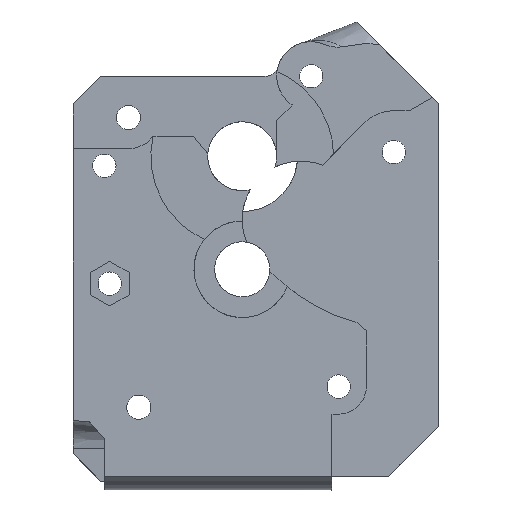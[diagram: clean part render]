
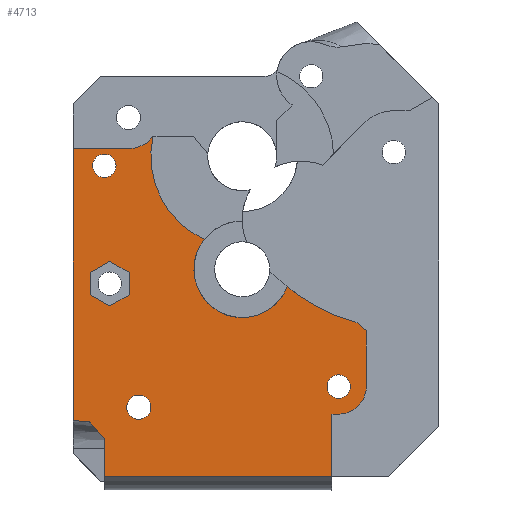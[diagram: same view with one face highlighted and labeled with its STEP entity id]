
A CAD part, front view. The second image highlights one B-rep face of the part: STEP entity #4713.
In plain terms, the highlighted planar face has unit normal (0, -1, 0).
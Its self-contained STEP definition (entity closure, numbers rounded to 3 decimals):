
#76=FACE_BOUND('',#723,.T.);
#77=FACE_BOUND('',#724,.T.);
#78=FACE_BOUND('',#725,.T.);
#79=FACE_BOUND('',#726,.T.);
#132=PLANE('',#5016);
#294=CIRCLE('',#5017,4.);
#295=CIRCLE('',#5018,25.5);
#296=CIRCLE('',#5019,40.);
#297=CIRCLE('',#5020,7.);
#298=CIRCLE('',#5021,13.25);
#299=CIRCLE('',#5022,4.5);
#300=CIRCLE('',#5023,1.75);
#301=CIRCLE('',#5024,1.75);
#302=CIRCLE('',#5025,1.7);
#303=CIRCLE('',#5026,1.7);
#304=CIRCLE('',#5027,1.7);
#305=CIRCLE('',#5028,1.7);
#459=FACE_OUTER_BOUND('',#722,.T.);
#722=EDGE_LOOP('',(#3310,#3311,#3312,#3313,#3314,#3315,#3316,#3317,#3318,
#3319,#3320,#3321,#3322,#3323,#3324,#3325));
#723=EDGE_LOOP('',(#3326,#3327,#3328,#3329,#3330,#3331));
#724=EDGE_LOOP('',(#3332,#3333));
#725=EDGE_LOOP('',(#3334,#3335));
#726=EDGE_LOOP('',(#3336,#3337));
#1023=LINE('',#6850,#1460);
#1029=LINE('',#6864,#1466);
#1036=LINE('',#6881,#1473);
#1039=LINE('',#6889,#1476);
#1041=LINE('',#6893,#1478);
#1042=LINE('',#6895,#1479);
#1043=LINE('',#6897,#1480);
#1044=LINE('',#6901,#1481);
#1045=LINE('',#6903,#1482);
#1046=LINE('',#6914,#1483);
#1047=LINE('',#6917,#1484);
#1048=LINE('',#6919,#1485);
#1049=LINE('',#6921,#1486);
#1050=LINE('',#6923,#1487);
#1051=LINE('',#6925,#1488);
#1052=LINE('',#6926,#1489);
#1460=VECTOR('',#5491,10.);
#1466=VECTOR('',#5503,10.);
#1473=VECTOR('',#5518,10.);
#1476=VECTOR('',#5525,10.);
#1478=VECTOR('',#5529,10.);
#1479=VECTOR('',#5530,10.);
#1480=VECTOR('',#5531,10.);
#1481=VECTOR('',#5534,10.);
#1482=VECTOR('',#5535,10.);
#1483=VECTOR('',#5546,10.);
#1484=VECTOR('',#5547,10.);
#1485=VECTOR('',#5548,10.);
#1486=VECTOR('',#5549,10.);
#1487=VECTOR('',#5550,10.);
#1488=VECTOR('',#5551,10.);
#1489=VECTOR('',#5552,10.);
#2019=VERTEX_POINT('',#6847);
#2020=VERTEX_POINT('',#6849);
#2024=VERTEX_POINT('',#6861);
#2025=VERTEX_POINT('',#6863);
#2034=VERTEX_POINT('',#6887);
#2035=VERTEX_POINT('',#6892);
#2036=VERTEX_POINT('',#6894);
#2037=VERTEX_POINT('',#6896);
#2038=VERTEX_POINT('',#6898);
#2039=VERTEX_POINT('',#6900);
#2040=VERTEX_POINT('',#6902);
#2041=VERTEX_POINT('',#6904);
#2042=VERTEX_POINT('',#6906);
#2043=VERTEX_POINT('',#6908);
#2044=VERTEX_POINT('',#6910);
#2045=VERTEX_POINT('',#6912);
#2046=VERTEX_POINT('',#6915);
#2047=VERTEX_POINT('',#6916);
#2048=VERTEX_POINT('',#6918);
#2049=VERTEX_POINT('',#6920);
#2050=VERTEX_POINT('',#6922);
#2051=VERTEX_POINT('',#6924);
#2052=VERTEX_POINT('',#6927);
#2053=VERTEX_POINT('',#6928);
#2054=VERTEX_POINT('',#6931);
#2055=VERTEX_POINT('',#6932);
#2056=VERTEX_POINT('',#6935);
#2057=VERTEX_POINT('',#6936);
#2511=EDGE_CURVE('',#2019,#2020,#1023,.T.);
#2518=EDGE_CURVE('',#2025,#2024,#1029,.T.);
#2528=EDGE_CURVE('',#2024,#2020,#1036,.T.);
#2532=EDGE_CURVE('',#2019,#2034,#1039,.T.);
#2534=EDGE_CURVE('',#2034,#2035,#1041,.T.);
#2535=EDGE_CURVE('',#2035,#2036,#1042,.T.);
#2536=EDGE_CURVE('',#2036,#2037,#1043,.T.);
#2537=EDGE_CURVE('',#2038,#2037,#294,.T.);
#2538=EDGE_CURVE('',#2038,#2039,#1044,.T.);
#2539=EDGE_CURVE('',#2039,#2040,#1045,.T.);
#2540=EDGE_CURVE('',#2040,#2041,#295,.T.);
#2541=EDGE_CURVE('',#2041,#2042,#296,.T.);
#2542=EDGE_CURVE('',#2042,#2043,#297,.T.);
#2543=EDGE_CURVE('',#2043,#2044,#298,.T.);
#2544=EDGE_CURVE('',#2044,#2045,#299,.T.);
#2545=EDGE_CURVE('',#2045,#2025,#1046,.T.);
#2546=EDGE_CURVE('',#2046,#2047,#1047,.T.);
#2547=EDGE_CURVE('',#2047,#2048,#1048,.T.);
#2548=EDGE_CURVE('',#2048,#2049,#1049,.T.);
#2549=EDGE_CURVE('',#2049,#2050,#1050,.T.);
#2550=EDGE_CURVE('',#2050,#2051,#1051,.T.);
#2551=EDGE_CURVE('',#2051,#2046,#1052,.T.);
#2552=EDGE_CURVE('',#2052,#2053,#300,.T.);
#2553=EDGE_CURVE('',#2053,#2052,#301,.T.);
#2554=EDGE_CURVE('',#2054,#2055,#302,.T.);
#2555=EDGE_CURVE('',#2055,#2054,#303,.T.);
#2556=EDGE_CURVE('',#2056,#2057,#304,.T.);
#2557=EDGE_CURVE('',#2057,#2056,#305,.T.);
#3310=ORIENTED_EDGE('',*,*,#2528,.T.);
#3311=ORIENTED_EDGE('',*,*,#2511,.F.);
#3312=ORIENTED_EDGE('',*,*,#2532,.T.);
#3313=ORIENTED_EDGE('',*,*,#2534,.T.);
#3314=ORIENTED_EDGE('',*,*,#2535,.T.);
#3315=ORIENTED_EDGE('',*,*,#2536,.T.);
#3316=ORIENTED_EDGE('',*,*,#2537,.F.);
#3317=ORIENTED_EDGE('',*,*,#2538,.T.);
#3318=ORIENTED_EDGE('',*,*,#2539,.T.);
#3319=ORIENTED_EDGE('',*,*,#2540,.T.);
#3320=ORIENTED_EDGE('',*,*,#2541,.T.);
#3321=ORIENTED_EDGE('',*,*,#2542,.T.);
#3322=ORIENTED_EDGE('',*,*,#2543,.T.);
#3323=ORIENTED_EDGE('',*,*,#2544,.T.);
#3324=ORIENTED_EDGE('',*,*,#2545,.T.);
#3325=ORIENTED_EDGE('',*,*,#2518,.T.);
#3326=ORIENTED_EDGE('',*,*,#2546,.T.);
#3327=ORIENTED_EDGE('',*,*,#2547,.T.);
#3328=ORIENTED_EDGE('',*,*,#2548,.T.);
#3329=ORIENTED_EDGE('',*,*,#2549,.T.);
#3330=ORIENTED_EDGE('',*,*,#2550,.T.);
#3331=ORIENTED_EDGE('',*,*,#2551,.T.);
#3332=ORIENTED_EDGE('',*,*,#2552,.T.);
#3333=ORIENTED_EDGE('',*,*,#2553,.T.);
#3334=ORIENTED_EDGE('',*,*,#2554,.T.);
#3335=ORIENTED_EDGE('',*,*,#2555,.T.);
#3336=ORIENTED_EDGE('',*,*,#2556,.T.);
#3337=ORIENTED_EDGE('',*,*,#2557,.T.);
#4713=ADVANCED_FACE('',(#459,#76,#77,#78,#79),#132,.T.);
#5016=AXIS2_PLACEMENT_3D('',#6891,#5527,#5528);
#5017=AXIS2_PLACEMENT_3D('',#6899,#5532,#5533);
#5018=AXIS2_PLACEMENT_3D('',#6905,#5536,#5537);
#5019=AXIS2_PLACEMENT_3D('',#6907,#5538,#5539);
#5020=AXIS2_PLACEMENT_3D('',#6909,#5540,#5541);
#5021=AXIS2_PLACEMENT_3D('',#6911,#5542,#5543);
#5022=AXIS2_PLACEMENT_3D('',#6913,#5544,#5545);
#5023=AXIS2_PLACEMENT_3D('',#6929,#5553,#5554);
#5024=AXIS2_PLACEMENT_3D('',#6930,#5555,#5556);
#5025=AXIS2_PLACEMENT_3D('',#6933,#5557,#5558);
#5026=AXIS2_PLACEMENT_3D('',#6934,#5559,#5560);
#5027=AXIS2_PLACEMENT_3D('',#6937,#5561,#5562);
#5028=AXIS2_PLACEMENT_3D('',#6938,#5563,#5564);
#5491=DIRECTION('',(-0.676,0.,0.737));
#5503=DIRECTION('',(0.,0.,-1.));
#5518=DIRECTION('',(0.996,0.,-0.087));
#5525=DIRECTION('',(0.,0.,-1.));
#5527=DIRECTION('center_axis',(0.,-1.,0.));
#5528=DIRECTION('ref_axis',(0.,0.,-1.));
#5529=DIRECTION('',(1.,0.,0.));
#5530=DIRECTION('',(0.,0.,1.));
#5531=DIRECTION('',(1.,0.,0.));
#5532=DIRECTION('center_axis',(0.,1.,0.));
#5533=DIRECTION('ref_axis',(0.707,0.,-0.707));
#5534=DIRECTION('',(0.,0.,1.));
#5535=DIRECTION('',(-0.766,0.,0.643));
#5536=DIRECTION('center_axis',(0.,1.,0.));
#5537=DIRECTION('ref_axis',(-0.581,0.,-0.814));
#5538=DIRECTION('center_axis',(0.,1.,0.));
#5539=DIRECTION('ref_axis',(-0.728,0.,-0.686));
#5540=DIRECTION('center_axis',(0.,1.,0.));
#5541=DIRECTION('ref_axis',(-1.,0.,0.));
#5542=DIRECTION('center_axis',(0.,1.,0.));
#5543=DIRECTION('ref_axis',(-1.,0.,0.));
#5544=DIRECTION('center_axis',(0.,1.,0.));
#5545=DIRECTION('ref_axis',(-1.,0.,0.));
#5546=DIRECTION('',(-1.,0.,0.));
#5547=DIRECTION('',(0.,0.,-1.));
#5548=DIRECTION('',(-0.866,0.,-0.5));
#5549=DIRECTION('',(-0.866,0.,0.5));
#5550=DIRECTION('',(0.,0.,1.));
#5551=DIRECTION('',(0.866,0.,0.5));
#5552=DIRECTION('',(0.866,0.,-0.5));
#5553=DIRECTION('center_axis',(0.,1.,0.));
#5554=DIRECTION('ref_axis',(1.,0.,0.));
#5555=DIRECTION('center_axis',(0.,1.,0.));
#5556=DIRECTION('ref_axis',(1.,0.,0.));
#5557=DIRECTION('center_axis',(0.,1.,0.));
#5558=DIRECTION('ref_axis',(1.,0.,0.));
#5559=DIRECTION('center_axis',(0.,1.,0.));
#5560=DIRECTION('ref_axis',(1.,0.,0.));
#5561=DIRECTION('center_axis',(0.,1.,0.));
#5562=DIRECTION('ref_axis',(1.,0.,0.));
#5563=DIRECTION('center_axis',(0.,1.,0.));
#5564=DIRECTION('ref_axis',(1.,0.,0.));
#6847=CARTESIAN_POINT('',(-21.95,-17.,-24.538));
#6849=CARTESIAN_POINT('',(-24.156,-17.,-22.13));
#6850=CARTESIAN_POINT('',(-23.87,-17.,-22.442));
#6861=CARTESIAN_POINT('',(-26.5,-17.,-21.925));
#6863=CARTESIAN_POINT('',(-26.5,-17.,17.5));
#6864=CARTESIAN_POINT('',(-26.5,-17.,-26.));
#6881=CARTESIAN_POINT('',(-10.75,-17.,-23.303));
#6887=CARTESIAN_POINT('',(-21.95,-17.,-30.));
#6889=CARTESIAN_POINT('',(-21.95,-17.,-12.719));
#6891=CARTESIAN_POINT('Origin',(0.023,-17.,-0.938));
#6892=CARTESIAN_POINT('',(11.,-17.,-30.));
#6893=CARTESIAN_POINT('',(22.5,-17.,-30.));
#6894=CARTESIAN_POINT('',(11.,-17.,-21.));
#6895=CARTESIAN_POINT('',(11.,-17.,-15.469));
#6896=CARTESIAN_POINT('',(12.,-17.,-21.));
#6897=CARTESIAN_POINT('',(5.511,-17.,-21.));
#6898=CARTESIAN_POINT('',(16.,-17.,-17.));
#6899=CARTESIAN_POINT('Origin',(12.,-17.,-17.));
#6900=CARTESIAN_POINT('',(16.,-17.,-8.916));
#6901=CARTESIAN_POINT('',(16.,-17.,-8.969));
#6902=CARTESIAN_POINT('',(14.5,-17.,-7.658));
#6903=CARTESIAN_POINT('',(10.598,-17.,-4.383));
#6904=CARTESIAN_POINT('',(6.174,-17.,-3.747));
#6905=CARTESIAN_POINT('Origin',(21.,-17.,17.));
#6906=CARTESIAN_POINT('',(4.534,-17.,-2.511));
#6907=CARTESIAN_POINT('Origin',(29.43,-17.,28.797));
#6908=CARTESIAN_POINT('',(-7.491,-17.,4.341));
#6909=CARTESIAN_POINT('Origin',(-2.,-17.,0.));
#6910=CARTESIAN_POINT('',(-14.941,-17.,19.247));
#6911=CARTESIAN_POINT('Origin',(-2.,-17.,16.4));
#6912=CARTESIAN_POINT('',(-18.5,-17.,17.5));
#6913=CARTESIAN_POINT('Origin',(-18.5,-17.,22.));
#6914=CARTESIAN_POINT('',(-9.239,-17.,17.5));
#6915=CARTESIAN_POINT('',(-18.397,-17.,-0.468));
#6916=CARTESIAN_POINT('',(-18.397,-17.,-3.701));
#6917=CARTESIAN_POINT('',(-18.397,-17.,-2.32));
#6918=CARTESIAN_POINT('',(-21.197,-17.,-5.318));
#6919=CARTESIAN_POINT('',(-12.291,-17.,-0.176));
#6920=CARTESIAN_POINT('',(-23.997,-17.,-3.701));
#6921=CARTESIAN_POINT('',(-15.588,-17.,-8.556));
#6922=CARTESIAN_POINT('',(-23.997,-17.,-0.468));
#6923=CARTESIAN_POINT('',(-23.997,-17.,-0.703));
#6924=CARTESIAN_POINT('',(-21.197,-17.,1.148));
#6925=CARTESIAN_POINT('',(-13.691,-17.,5.482));
#6926=CARTESIAN_POINT('',(-11.388,-17.,-4.515));
#6927=CARTESIAN_POINT('',(-15.25,-17.,-20.));
#6928=CARTESIAN_POINT('',(-18.75,-17.,-20.));
#6929=CARTESIAN_POINT('Origin',(-17.,-17.,-20.));
#6930=CARTESIAN_POINT('Origin',(-17.,-17.,-20.));
#6931=CARTESIAN_POINT('',(13.7,-17.,-17.));
#6932=CARTESIAN_POINT('',(10.3,-17.,-17.));
#6933=CARTESIAN_POINT('Origin',(12.,-17.,-17.));
#6934=CARTESIAN_POINT('Origin',(12.,-17.,-17.));
#6935=CARTESIAN_POINT('',(-20.3,-17.,15.));
#6936=CARTESIAN_POINT('',(-23.7,-17.,15.));
#6937=CARTESIAN_POINT('Origin',(-22.,-17.,15.));
#6938=CARTESIAN_POINT('Origin',(-22.,-17.,15.));
